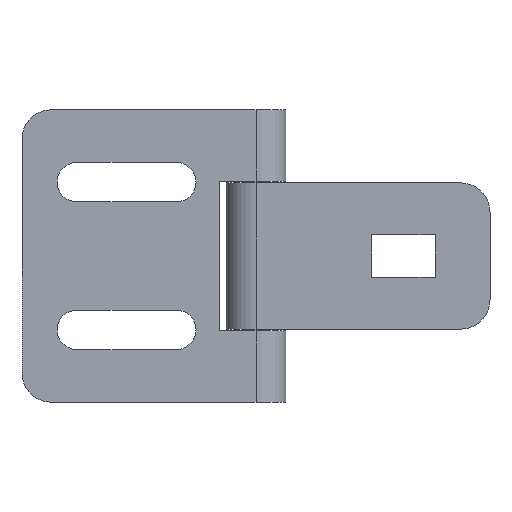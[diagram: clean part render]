
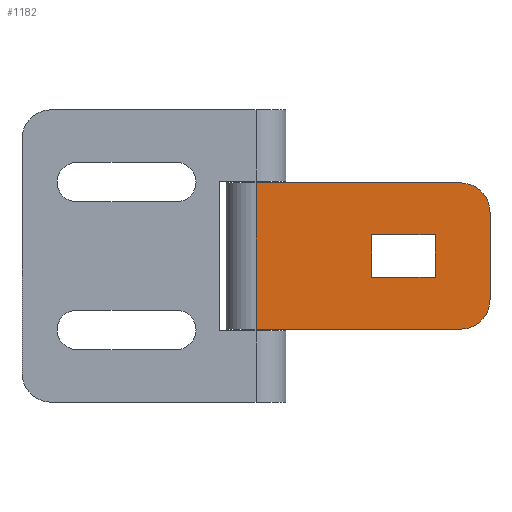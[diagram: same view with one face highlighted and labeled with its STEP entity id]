
A CAD part, front view. The second image highlights one B-rep face of the part: STEP entity #1182.
In plain terms, the highlighted planar face has unit normal (0, -1, 0).
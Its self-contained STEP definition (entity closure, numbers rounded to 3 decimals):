
#14 = CARTESIAN_POINT ( 'NONE',  ( -15.8, -4.1, 7.1 ) ) ;
#18 = CARTESIAN_POINT ( 'NONE',  ( 0., -4.1, 20. ) ) ;
#79 = LINE ( 'NONE', #1841, #86 ) ;
#86 = VECTOR ( 'NONE', #1850, 1000. ) ;
#116 = LINE ( 'NONE', #1773, #120 ) ;
#120 = VECTOR ( 'NONE', #1771, 1000. ) ;
#133 = LINE ( 'NONE', #1791, #138 ) ;
#138 = VECTOR ( 'NONE', #269, 1000. ) ;
#158 = CIRCLE ( 'NONE', #1540, 4. ) ;
#164 = LINE ( 'NONE', #327, #179 ) ;
#173 = CIRCLE ( 'NONE', #1546, 4. ) ;
#178 = LINE ( 'NONE', #332, #181 ) ;
#179 = VECTOR ( 'NONE', #331, 1000. ) ;
#181 = VECTOR ( 'NONE', #334, 1000. ) ;
#226 = CARTESIAN_POINT ( 'NONE',  ( 0., -4.1, 12.9 ) ) ;
#227 = DIRECTION ( 'NONE',  ( -1., 0., 0. ) ) ;
#229 = CARTESIAN_POINT ( 'NONE',  ( 0., -4.1, 7.1 ) ) ;
#230 = DIRECTION ( 'NONE',  ( 1., 0., 0. ) ) ;
#269 = DIRECTION ( 'NONE',  ( 1., 0., 0. ) ) ;
#300 = CARTESIAN_POINT ( 'NONE',  ( -28., -4.1, 16. ) ) ;
#301 = DIRECTION ( 'NONE',  ( 0., 1., 0. ) ) ;
#302 = DIRECTION ( 'NONE',  ( -1., 0., 0. ) ) ;
#324 = CARTESIAN_POINT ( 'NONE',  ( -28., -4.1, 4. ) ) ;
#325 = DIRECTION ( 'NONE',  ( 0., 1., 0. ) ) ;
#326 = DIRECTION ( 'NONE',  ( 1., 0., 0. ) ) ;
#327 = CARTESIAN_POINT ( 'NONE',  ( 0., -4.1, 20. ) ) ;
#331 = DIRECTION ( 'NONE',  ( 0., 0., -1. ) ) ;
#332 = CARTESIAN_POINT ( 'NONE',  ( -32., -4.1, 20. ) ) ;
#334 = DIRECTION ( 'NONE',  ( 0., 0., 1. ) ) ;
#444 = VERTEX_POINT ( 'NONE', #678 ) ;
#449 = VERTEX_POINT ( 'NONE', #685 ) ;
#454 = VERTEX_POINT ( 'NONE', #689 ) ;
#464 = FACE_OUTER_BOUND ( 'NONE', #829, .T. ) ;
#517 = DIRECTION ( 'NONE',  ( 0., 1., 0. ) ) ;
#518 = CARTESIAN_POINT ( 'NONE',  ( 0., -4.1, 20. ) ) ;
#519 = PLANE ( 'NONE',  #1459 ) ;
#521 = DIRECTION ( 'NONE',  ( -1., 0., 0. ) ) ;
#541 = CARTESIAN_POINT ( 'NONE',  ( -15.8, -4.1, 12.9 ) ) ;
#620 = DIRECTION ( 'NONE',  ( 0., 0., 1. ) ) ;
#622 = CARTESIAN_POINT ( 'NONE',  ( -15.8, -4.1, 20. ) ) ;
#678 = CARTESIAN_POINT ( 'NONE',  ( 0., -4.1, 0. ) ) ;
#685 = CARTESIAN_POINT ( 'NONE',  ( -32., -4.1, 4. ) ) ;
#689 = CARTESIAN_POINT ( 'NONE',  ( -28., -4.1, 0. ) ) ;
#708 = ORIENTED_EDGE ( 'NONE', *, *, #1715, .F. ) ;
#724 = ORIENTED_EDGE ( 'NONE', *, *, #1678, .F. ) ;
#732 = ORIENTED_EDGE ( 'NONE', *, *, #1609, .F. ) ;
#733 = ORIENTED_EDGE ( 'NONE', *, *, #1712, .F. ) ;
#734 = ORIENTED_EDGE ( 'NONE', *, *, #1702, .F. ) ;
#735 = ORIENTED_EDGE ( 'NONE', *, *, #1716, .F. ) ;
#736 = ORIENTED_EDGE ( 'NONE', *, *, #1579, .F. ) ;
#737 = ORIENTED_EDGE ( 'NONE', *, *, #1689, .F. ) ;
#738 = ORIENTED_EDGE ( 'NONE', *, *, #1658, .F. ) ;
#772 = CARTESIAN_POINT ( 'NONE',  ( -32., -4.1, 16. ) ) ;
#826 = VERTEX_POINT ( 'NONE', #14 ) ;
#829 = EDGE_LOOP ( 'NONE', ( #733, #724, #708, #737, #734, #735 ) ) ;
#837 = VERTEX_POINT ( 'NONE', #18 ) ;
#845 = EDGE_LOOP ( 'NONE', ( #738, #732, #736, #1255 ) ) ;
#882 = LINE ( 'NONE', #622, #886 ) ;
#886 = VECTOR ( 'NONE', #620, 1000. ) ;
#922 = LINE ( 'NONE', #226, #925 ) ;
#925 = VECTOR ( 'NONE', #227, 1000. ) ;
#926 = LINE ( 'NONE', #229, #929 ) ;
#929 = VECTOR ( 'NONE', #230, 1000. ) ;
#1103 = VERTEX_POINT ( 'NONE', #541 ) ;
#1107 = VERTEX_POINT ( 'NONE', #1215 ) ;
#1113 = VERTEX_POINT ( 'NONE', #1221 ) ;
#1118 = VERTEX_POINT ( 'NONE', #1226 ) ;
#1182 = ADVANCED_FACE ( 'NONE', ( #464, #1376 ), #519, .F. ) ;
#1215 = CARTESIAN_POINT ( 'NONE',  ( -28., -4.1, 20. ) ) ;
#1221 = CARTESIAN_POINT ( 'NONE',  ( -24.5, -4.1, 12.9 ) ) ;
#1226 = CARTESIAN_POINT ( 'NONE',  ( -24.5, -4.1, 7.1 ) ) ;
#1255 = ORIENTED_EDGE ( 'NONE', *, *, #1611, .F. ) ;
#1268 = VERTEX_POINT ( 'NONE', #772 ) ;
#1376 = FACE_BOUND ( 'NONE', #845, .T. ) ;
#1459 = AXIS2_PLACEMENT_3D ( 'NONE', #518, #517, #521 ) ;
#1540 = AXIS2_PLACEMENT_3D ( 'NONE', #300, #301, #302 ) ;
#1546 = AXIS2_PLACEMENT_3D ( 'NONE', #324, #325, #326 ) ;
#1579 = EDGE_CURVE ( 'NONE', #826, #1103, #882, .T. ) ;
#1609 = EDGE_CURVE ( 'NONE', #1103, #1113, #922, .T. ) ;
#1611 = EDGE_CURVE ( 'NONE', #1118, #826, #926, .T. ) ;
#1658 = EDGE_CURVE ( 'NONE', #1113, #1118, #79, .T. ) ;
#1678 = EDGE_CURVE ( 'NONE', #444, #454, #116, .T. ) ;
#1689 = EDGE_CURVE ( 'NONE', #1107, #837, #133, .T. ) ;
#1702 = EDGE_CURVE ( 'NONE', #1268, #1107, #158, .T. ) ;
#1712 = EDGE_CURVE ( 'NONE', #454, #449, #173, .T. ) ;
#1715 = EDGE_CURVE ( 'NONE', #837, #444, #164, .T. ) ;
#1716 = EDGE_CURVE ( 'NONE', #449, #1268, #178, .T. ) ;
#1771 = DIRECTION ( 'NONE',  ( -1., 0., 0. ) ) ;
#1773 = CARTESIAN_POINT ( 'NONE',  ( 0., -4.1, 0. ) ) ;
#1791 = CARTESIAN_POINT ( 'NONE',  ( 0., -4.1, 20. ) ) ;
#1841 = CARTESIAN_POINT ( 'NONE',  ( -24.5, -4.1, 20. ) ) ;
#1850 = DIRECTION ( 'NONE',  ( 0., 0., -1. ) ) ;
